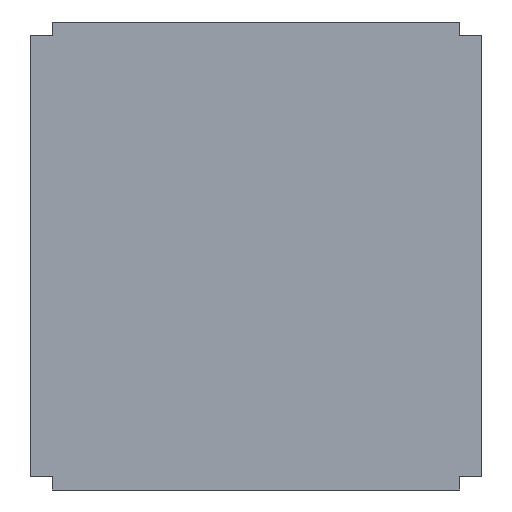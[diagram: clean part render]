
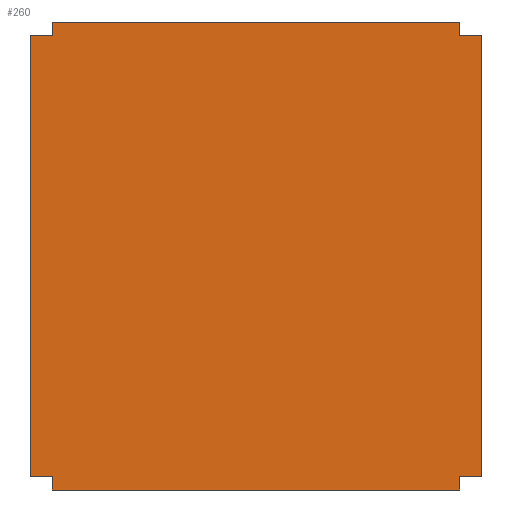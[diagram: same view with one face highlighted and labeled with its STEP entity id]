
A CAD part, front view. The second image highlights one B-rep face of the part: STEP entity #260.
In plain terms, the highlighted planar face has unit normal (0, -1, 0).
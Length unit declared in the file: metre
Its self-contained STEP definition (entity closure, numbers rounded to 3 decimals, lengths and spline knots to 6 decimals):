
#20=ORIENTED_EDGE('',*,*,#92,.T.);
#21=ORIENTED_EDGE('',*,*,#93,.F.);
#22=ORIENTED_EDGE('',*,*,#87,.F.);
#23=ORIENTED_EDGE('',*,*,#94,.T.);
#24=ORIENTED_EDGE('',*,*,#95,.F.);
#25=ORIENTED_EDGE('',*,*,#96,.T.);
#26=ORIENTED_EDGE('',*,*,#97,.T.);
#27=ORIENTED_EDGE('',*,*,#98,.F.);
#28=ORIENTED_EDGE('',*,*,#91,.T.);
#29=ORIENTED_EDGE('',*,*,#99,.F.);
#30=ORIENTED_EDGE('',*,*,#100,.F.);
#31=ORIENTED_EDGE('',*,*,#101,.F.);
#87=EDGE_CURVE('',#123,#121,#147,.T.);
#91=EDGE_CURVE('',#125,#127,#151,.T.);
#92=EDGE_CURVE('',#128,#129,#152,.T.);
#93=EDGE_CURVE('',#121,#129,#153,.T.);
#94=EDGE_CURVE('',#123,#130,#154,.T.);
#95=EDGE_CURVE('',#131,#130,#155,.T.);
#96=EDGE_CURVE('',#131,#132,#156,.T.);
#97=EDGE_CURVE('',#132,#133,#157,.T.);
#98=EDGE_CURVE('',#125,#133,#158,.T.);
#99=EDGE_CURVE('',#134,#127,#159,.T.);
#100=EDGE_CURVE('',#135,#134,#160,.T.);
#101=EDGE_CURVE('',#128,#135,#161,.T.);
#121=VERTEX_POINT('',#369);
#123=VERTEX_POINT('',#373);
#125=VERTEX_POINT('',#378);
#127=VERTEX_POINT('',#382);
#128=VERTEX_POINT('',#386);
#129=VERTEX_POINT('',#387);
#130=VERTEX_POINT('',#390);
#131=VERTEX_POINT('',#392);
#132=VERTEX_POINT('',#394);
#133=VERTEX_POINT('',#396);
#134=VERTEX_POINT('',#399);
#135=VERTEX_POINT('',#401);
#147=LINE('',#374,#183);
#151=LINE('',#383,#187);
#152=LINE('',#385,#188);
#153=LINE('',#388,#189);
#154=LINE('',#389,#190);
#155=LINE('',#391,#191);
#156=LINE('',#393,#192);
#157=LINE('',#395,#193);
#158=LINE('',#397,#194);
#159=LINE('',#398,#195);
#160=LINE('',#400,#196);
#161=LINE('',#402,#197);
#183=VECTOR('',#306,1.);
#187=VECTOR('',#312,1.);
#188=VECTOR('',#315,1.);
#189=VECTOR('',#316,1.);
#190=VECTOR('',#317,1.);
#191=VECTOR('',#318,1.);
#192=VECTOR('',#319,1.);
#193=VECTOR('',#320,1.);
#194=VECTOR('',#321,1.);
#195=VECTOR('',#322,1.);
#196=VECTOR('',#323,1.);
#197=VECTOR('',#324,1.);
#218=EDGE_LOOP('',(#20,#21,#22,#23,#24,#25,#26,#27,#28,#29,#30,#31));
#232=FACE_BOUND('',#218,.T.);
#246=PLANE('',#287);
#260=ADVANCED_FACE('',(#232),#246,.T.);
#287=AXIS2_PLACEMENT_3D('',#384,#313,#314);
#306=DIRECTION('',(-1.,0.,0.));
#312=DIRECTION('',(-1.,0.,0.));
#313=DIRECTION('',(0.,-1.,0.));
#314=DIRECTION('',(1.,0.,0.));
#315=DIRECTION('',(1.,0.,0.));
#316=DIRECTION('',(0.,0.,1.));
#317=DIRECTION('',(0.,0.,1.));
#318=DIRECTION('',(-1.,0.,0.));
#319=DIRECTION('',(0.,0.,1.));
#320=DIRECTION('',(-1.,0.,0.));
#321=DIRECTION('',(0.,0.,-1.));
#322=DIRECTION('',(0.,0.,1.));
#323=DIRECTION('',(1.,0.,0.));
#324=DIRECTION('',(0.,0.,1.));
#369=CARTESIAN_POINT('',(-0.02775,-0.0015,-0.0319));
#373=CARTESIAN_POINT('',(0.02775,-0.0015,-0.0319));
#374=CARTESIAN_POINT('',(0.,-0.0015,-0.0319));
#378=CARTESIAN_POINT('',(0.02775,-0.0015,0.0319));
#382=CARTESIAN_POINT('',(-0.02775,-0.0015,0.0319));
#383=CARTESIAN_POINT('',(0.,-0.0015,0.0319));
#384=CARTESIAN_POINT('',(0.,-0.0015,0.));
#385=CARTESIAN_POINT('',(-0.02975,-0.0015,-0.030075));
#386=CARTESIAN_POINT('',(-0.03075,-0.0015,-0.030075));
#387=CARTESIAN_POINT('',(-0.02775,-0.0015,-0.030075));
#388=CARTESIAN_POINT('',(-0.02775,-0.0015,-0.030988));
#389=CARTESIAN_POINT('',(0.02775,-0.0015,-0.030988));
#390=CARTESIAN_POINT('',(0.02775,-0.0015,-0.030075));
#391=CARTESIAN_POINT('',(0.02975,-0.0015,-0.030075));
#392=CARTESIAN_POINT('',(0.03075,-0.0015,-0.030075));
#393=CARTESIAN_POINT('',(0.03075,-0.0015,0.));
#394=CARTESIAN_POINT('',(0.03075,-0.0015,0.030075));
#395=CARTESIAN_POINT('',(0.02975,-0.0015,0.030075));
#396=CARTESIAN_POINT('',(0.02775,-0.0015,0.030075));
#397=CARTESIAN_POINT('',(0.02775,-0.0015,0.030988));
#398=CARTESIAN_POINT('',(-0.02775,-0.0015,0.030988));
#399=CARTESIAN_POINT('',(-0.02775,-0.0015,0.030075));
#400=CARTESIAN_POINT('',(-0.02975,-0.0015,0.030075));
#401=CARTESIAN_POINT('',(-0.03075,-0.0015,0.030075));
#402=CARTESIAN_POINT('',(-0.03075,-0.0015,0.));
